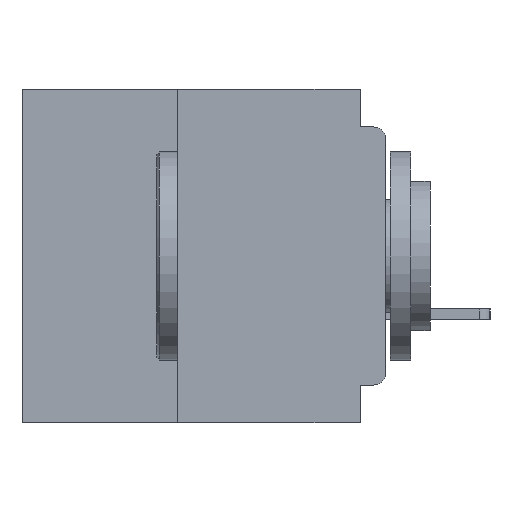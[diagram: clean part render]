
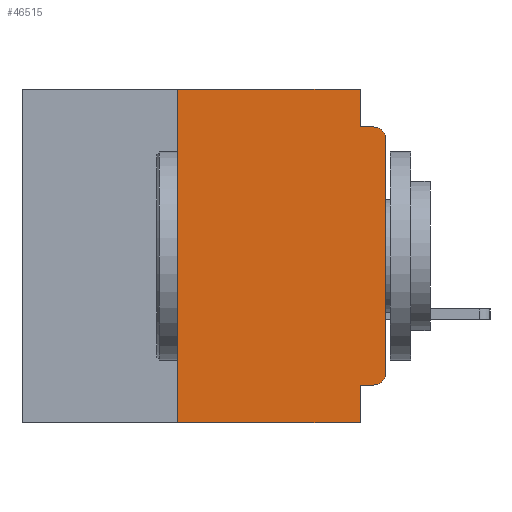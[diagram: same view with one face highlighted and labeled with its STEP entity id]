
A CAD part, left-side view. The second image highlights one B-rep face of the part: STEP entity #46515.
In plain terms, the highlighted planar face has unit normal (-1, 0, 0).
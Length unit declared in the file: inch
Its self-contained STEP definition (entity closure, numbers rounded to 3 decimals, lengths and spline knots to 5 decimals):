
#1960 = DIRECTION ( 'NONE',  ( 0., 0., -1. ) ) ;
#2022 = FACE_OUTER_BOUND ( 'NONE', #12818, .T. ) ;
#2528 = ORIENTED_EDGE ( 'NONE', *, *, #35322, .T. ) ;
#2833 = CARTESIAN_POINT ( 'NONE',  ( 0., 0.437, -0.4 ) ) ;
#3119 = ORIENTED_EDGE ( 'NONE', *, *, #44020, .F. ) ;
#3648 = CARTESIAN_POINT ( 'NONE',  ( 0., 0.015, -0.045 ) ) ;
#4120 = VECTOR ( 'NONE', #23481, 39.37008 ) ;
#4471 = LINE ( 'NONE', #11688, #41127 ) ;
#5834 = DIRECTION ( 'NONE',  ( -1., 0., 0. ) ) ;
#5958 = CARTESIAN_POINT ( 'NONE',  ( 0., 0.015, -0.355 ) ) ;
#6689 = DIRECTION ( 'NONE',  ( 0., 0., 1. ) ) ;
#6721 = AXIS2_PLACEMENT_3D ( 'NONE', #45766, #23882, #1960 ) ;
#7706 = ORIENTED_EDGE ( 'NONE', *, *, #14576, .T. ) ;
#8921 = VERTEX_POINT ( 'NONE', #14215 ) ;
#9262 = CARTESIAN_POINT ( 'NONE',  ( 0., 0.031, -0.4 ) ) ;
#10668 = VERTEX_POINT ( 'NONE', #30241 ) ;
#11486 = CARTESIAN_POINT ( 'NONE',  ( 0., 0., -0.355 ) ) ;
#11688 = CARTESIAN_POINT ( 'NONE',  ( 0., 0.031, -0.4 ) ) ;
#12818 = EDGE_LOOP ( 'NONE', ( #30652, #2528, #15731, #31240, #3119, #16312, #7706, #15774, #27821, #47204 ) ) ;
#12974 = DIRECTION ( 'NONE',  ( 0., -1., 0. ) ) ;
#13430 = CARTESIAN_POINT ( 'NONE',  ( 0., 0.031, -0.355 ) ) ;
#13745 = AXIS2_PLACEMENT_3D ( 'NONE', #27804, #5834, #31507 ) ;
#14013 = CARTESIAN_POINT ( 'NONE',  ( 0., 0.437, 0. ) ) ;
#14215 = CARTESIAN_POINT ( 'NONE',  ( 0., 0.25, -0.4 ) ) ;
#14357 = VERTEX_POINT ( 'NONE', #45397 ) ;
#14462 = EDGE_CURVE ( 'NONE', #47315, #19635, #47269, .T. ) ;
#14576 = EDGE_CURVE ( 'NONE', #8921, #22231, #33031, .T. ) ;
#15063 = VECTOR ( 'NONE', #44260, 39.37008 ) ;
#15731 = ORIENTED_EDGE ( 'NONE', *, *, #14462, .F. ) ;
#15774 = ORIENTED_EDGE ( 'NONE', *, *, #30029, .F. ) ;
#16127 = CARTESIAN_POINT ( 'NONE',  ( 0., 0., 0. ) ) ;
#16312 = ORIENTED_EDGE ( 'NONE', *, *, #44187, .F. ) ;
#16439 = VERTEX_POINT ( 'NONE', #5958 ) ;
#17563 = CIRCLE ( 'NONE', #13745, 0.015 ) ;
#17668 = DIRECTION ( 'NONE',  ( 0., 0., -1. ) ) ;
#18106 = VECTOR ( 'NONE', #35015, 39.37008 ) ;
#18902 = DIRECTION ( 'NONE',  ( 0., 0., -1. ) ) ;
#19038 = CARTESIAN_POINT ( 'NONE',  ( 0., 0.031, -0.045 ) ) ;
#19635 = VERTEX_POINT ( 'NONE', #3648 ) ;
#20176 = AXIS2_PLACEMENT_3D ( 'NONE', #14013, #39584, #17668 ) ;
#22231 = VERTEX_POINT ( 'NONE', #9262 ) ;
#23481 = DIRECTION ( 'NONE',  ( 0., 0., 1. ) ) ;
#23882 = DIRECTION ( 'NONE',  ( -1., 0., 0. ) ) ;
#24377 = VECTOR ( 'NONE', #33419, 39.37008 ) ;
#25876 = CARTESIAN_POINT ( 'NONE',  ( 0., 0., -0.34 ) ) ;
#26208 = VECTOR ( 'NONE', #6689, 39.37008 ) ;
#26907 = CARTESIAN_POINT ( 'NONE',  ( 0., 0.031, 0. ) ) ;
#26949 = EDGE_CURVE ( 'NONE', #41686, #10668, #41933, .T. ) ;
#27557 = CARTESIAN_POINT ( 'NONE',  ( 0., 0.437, 0. ) ) ;
#27804 = CARTESIAN_POINT ( 'NONE',  ( 0., 0.015, -0.06 ) ) ;
#27821 = ORIENTED_EDGE ( 'NONE', *, *, #40378, .F. ) ;
#28481 = DIRECTION ( 'NONE',  ( 0., -1., 0. ) ) ;
#29670 = LINE ( 'NONE', #32340, #26208 ) ;
#30029 = EDGE_CURVE ( 'NONE', #30316, #22231, #4471, .T. ) ;
#30241 = CARTESIAN_POINT ( 'NONE',  ( 0., 0., -0.06 ) ) ;
#30316 = VERTEX_POINT ( 'NONE', #13430 ) ;
#30652 = ORIENTED_EDGE ( 'NONE', *, *, #26949, .T. ) ;
#31223 = CIRCLE ( 'NONE', #6721, 0.015 ) ;
#31240 = ORIENTED_EDGE ( 'NONE', *, *, #46180, .F. ) ;
#31385 = CARTESIAN_POINT ( 'NONE',  ( 0., 0., -0.045 ) ) ;
#31507 = DIRECTION ( 'NONE',  ( 0., 0., -1. ) ) ;
#32340 = CARTESIAN_POINT ( 'NONE',  ( 0., 0.25, -0.4 ) ) ;
#33031 = LINE ( 'NONE', #2833, #35296 ) ;
#33419 = DIRECTION ( 'NONE',  ( 0., 0., -1. ) ) ;
#34140 = LINE ( 'NONE', #44239, #24377 ) ;
#34244 = LINE ( 'NONE', #27557, #35362 ) ;
#34541 = LINE ( 'NONE', #11486, #15063 ) ;
#35015 = DIRECTION ( 'NONE',  ( 0., -1., 0. ) ) ;
#35296 = VECTOR ( 'NONE', #28481, 39.37008 ) ;
#35322 = EDGE_CURVE ( 'NONE', #10668, #19635, #17563, .T. ) ;
#35362 = VECTOR ( 'NONE', #12974, 39.37008 ) ;
#35930 = PLANE ( 'NONE',  #20176 ) ;
#39584 = DIRECTION ( 'NONE',  ( 1., 0., 0. ) ) ;
#40378 = EDGE_CURVE ( 'NONE', #16439, #30316, #34541, .T. ) ;
#41127 = VECTOR ( 'NONE', #18902, 39.37008 ) ;
#41273 = VERTEX_POINT ( 'NONE', #26907 ) ;
#41686 = VERTEX_POINT ( 'NONE', #25876 ) ;
#41933 = LINE ( 'NONE', #16127, #4120 ) ;
#44020 = EDGE_CURVE ( 'NONE', #14357, #41273, #34244, .T. ) ;
#44187 = EDGE_CURVE ( 'NONE', #8921, #14357, #29670, .T. ) ;
#44239 = CARTESIAN_POINT ( 'NONE',  ( 0., 0.031, 0. ) ) ;
#44260 = DIRECTION ( 'NONE',  ( 0., 1., 0. ) ) ;
#45397 = CARTESIAN_POINT ( 'NONE',  ( 0., 0.25, 0. ) ) ;
#45766 = CARTESIAN_POINT ( 'NONE',  ( 0., 0.015, -0.34 ) ) ;
#46180 = EDGE_CURVE ( 'NONE', #41273, #47315, #34140, .T. ) ;
#46515 = ADVANCED_FACE ( 'NONE', ( #2022 ), #35930, .F. ) ;
#46891 = EDGE_CURVE ( 'NONE', #16439, #41686, #31223, .T. ) ;
#47204 = ORIENTED_EDGE ( 'NONE', *, *, #46891, .T. ) ;
#47269 = LINE ( 'NONE', #31385, #18106 ) ;
#47315 = VERTEX_POINT ( 'NONE', #19038 ) ;
